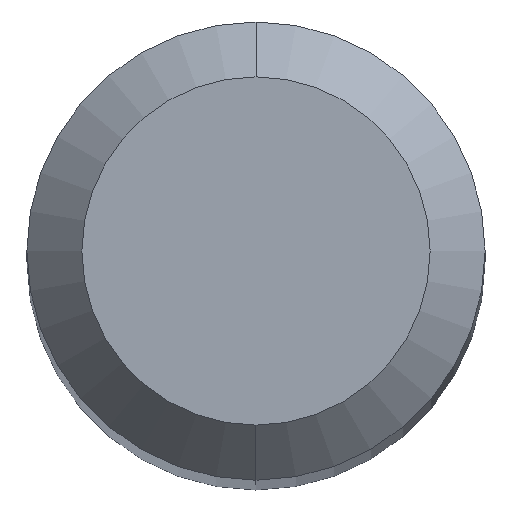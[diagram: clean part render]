
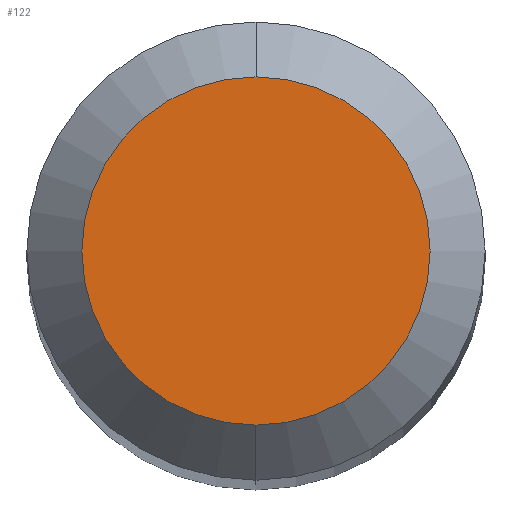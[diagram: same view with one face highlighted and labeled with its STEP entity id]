
A CAD part, top view. The second image highlights one B-rep face of the part: STEP entity #122.
In plain terms, the highlighted planar face has unit normal (0, 0, 1).
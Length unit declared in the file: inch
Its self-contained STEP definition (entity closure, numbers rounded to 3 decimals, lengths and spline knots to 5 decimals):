
#3 = EDGE_CURVE ( 'NONE', #107, #251, #336, .T. ) ;
#74 = FACE_OUTER_BOUND ( 'NONE', #423, .T. ) ;
#76 = DIRECTION ( 'NONE',  ( 0., 1., 0. ) ) ;
#78 = DIRECTION ( 'NONE',  ( 0., 0., -1. ) ) ;
#84 = DIRECTION ( 'NONE',  ( 0., -1., 0. ) ) ;
#107 = VERTEX_POINT ( 'NONE', #267 ) ;
#113 = CARTESIAN_POINT ( 'NONE',  ( 0., 0.0475, 0. ) ) ;
#118 = AXIS2_PLACEMENT_3D ( 'NONE', #213, #494, #84 ) ;
#121 = ORIENTED_EDGE ( 'NONE', *, *, #298, .T. ) ;
#122 = ADVANCED_FACE ( 'NONE', ( #74 ), #433, .F. ) ;
#140 = DIRECTION ( 'NONE',  ( 0., -1., 0. ) ) ;
#142 = CIRCLE ( 'NONE', #222, 0.0475 ) ;
#185 = ORIENTED_EDGE ( 'NONE', *, *, #3, .T. ) ;
#213 = CARTESIAN_POINT ( 'NONE',  ( 0., 0., 0. ) ) ;
#222 = AXIS2_PLACEMENT_3D ( 'NONE', #467, #504, #140 ) ;
#251 = VERTEX_POINT ( 'NONE', #408 ) ;
#267 = CARTESIAN_POINT ( 'NONE',  ( 0., 0.0475, 0. ) ) ;
#298 = EDGE_CURVE ( 'NONE', #251, #107, #142, .T. ) ;
#336 = CIRCLE ( 'NONE', #118, 0.0475 ) ;
#408 = CARTESIAN_POINT ( 'NONE',  ( 0., -0.0475, 0. ) ) ;
#423 = EDGE_LOOP ( 'NONE', ( #185, #121 ) ) ;
#433 = PLANE ( 'NONE',  #463 ) ;
#463 = AXIS2_PLACEMENT_3D ( 'NONE', #113, #78, #76 ) ;
#467 = CARTESIAN_POINT ( 'NONE',  ( 0., 0., 0. ) ) ;
#494 = DIRECTION ( 'NONE',  ( 0., 0., 1. ) ) ;
#504 = DIRECTION ( 'NONE',  ( 0., 0., 1. ) ) ;
